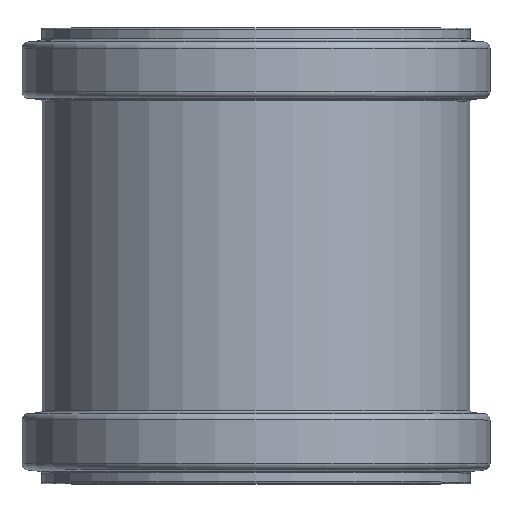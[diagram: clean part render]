
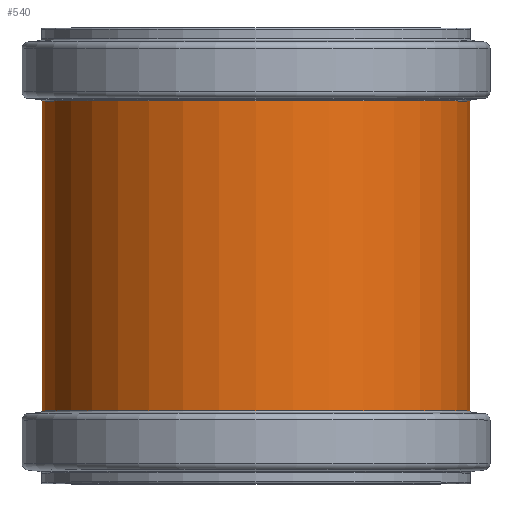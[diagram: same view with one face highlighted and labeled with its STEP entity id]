
A CAD part, top view. The second image highlights one B-rep face of the part: STEP entity #540.
In plain terms, the highlighted cylindrical face has radius 65.75 mm (diameter 131.5 mm), a full revolution.
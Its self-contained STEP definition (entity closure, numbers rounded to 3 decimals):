
#94=FACE_BOUND('',#236,.T.);
#142=FACE_OUTER_BOUND('',#235,.T.);
#235=EDGE_LOOP('',(#475));
#236=EDGE_LOOP('',(#476));
#263=CIRCLE('',#589,65.75);
#287=CIRCLE('',#636,65.75);
#311=VERTEX_POINT('',#902);
#335=VERTEX_POINT('',#973);
#359=EDGE_CURVE('',#311,#311,#263,.T.);
#383=EDGE_CURVE('',#335,#335,#287,.T.);
#475=ORIENTED_EDGE('',*,*,#359,.F.);
#476=ORIENTED_EDGE('',*,*,#383,.T.);
#493=CYLINDRICAL_SURFACE('',#637,65.75);
#540=ADVANCED_FACE('',(#142,#94),#493,.T.);
#589=AXIS2_PLACEMENT_3D('',#903,#731,#732);
#636=AXIS2_PLACEMENT_3D('',#974,#825,#826);
#637=AXIS2_PLACEMENT_3D('',#975,#827,#828);
#731=DIRECTION('center_axis',(0.,-1.,0.));
#732=DIRECTION('ref_axis',(1.,0.,0.));
#825=DIRECTION('center_axis',(0.,-1.,0.));
#826=DIRECTION('ref_axis',(1.,0.,0.));
#827=DIRECTION('center_axis',(0.,-1.,0.));
#828=DIRECTION('ref_axis',(1.,0.,0.));
#902=CARTESIAN_POINT('',(65.75,-47.589,0.));
#903=CARTESIAN_POINT('Origin',(0.,-47.589,0.));
#973=CARTESIAN_POINT('',(65.75,47.589,0.));
#974=CARTESIAN_POINT('Origin',(0.,47.589,0.));
#975=CARTESIAN_POINT('Origin',(0.,23.794,0.));
